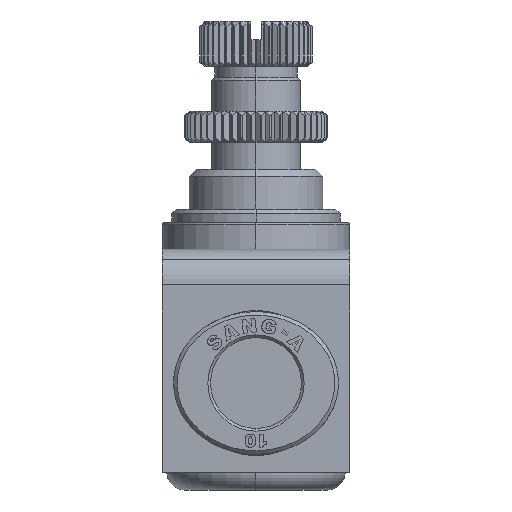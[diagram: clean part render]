
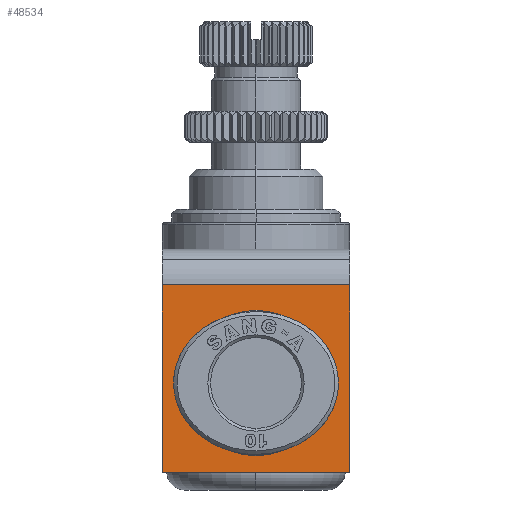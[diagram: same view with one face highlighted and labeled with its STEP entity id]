
A CAD part, left-side view. The second image highlights one B-rep face of the part: STEP entity #48534.
In plain terms, the highlighted planar face has unit normal (-1, 0, 0).
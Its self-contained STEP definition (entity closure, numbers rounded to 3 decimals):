
#654=CARTESIAN_POINT('',(-10.0,5.5,10.4));
#655=VERTEX_POINT('',#654);
#671=CARTESIAN_POINT('',(-10.0,5.5,-5.9));
#672=VERTEX_POINT('',#671);
#679=CARTESIAN_POINT('',(-10.,5.5,2.25));
#680=DIRECTION('',(1.0,0.0,0.0));
#681=DIRECTION('',(0.0,0.0,1.0));
#682=AXIS2_PLACEMENT_3D('',#679,#680,#681);
#683=CIRCLE('',#682,8.15);
#684=EDGE_CURVE('',#655,#672,#683,.T.);
#44719=CARTESIAN_POINT('',(-10.0,-5.0,-7.75));
#44720=VERTEX_POINT('',#44719);
#44727=CARTESIAN_POINT('',(-10.0,16.0,-7.75));
#44728=VERTEX_POINT('',#44727);
#44729=CARTESIAN_POINT('',(-10.0,16.0,-7.75));
#44730=DIRECTION('',(0.0,-1.0,0.0));
#44731=VECTOR('',#44730,21.0);
#44732=LINE('',#44729,#44731);
#44733=EDGE_CURVE('',#44728,#44720,#44732,.T.);
#47850=CARTESIAN_POINT('',(-10.,5.5,2.25));
#47851=DIRECTION('',(1.0,0.0,0.0));
#47852=DIRECTION('',(0.0,0.0,1.0));
#47853=AXIS2_PLACEMENT_3D('',#47850,#47851,#47852);
#47854=CIRCLE('',#47853,8.15);
#47855=EDGE_CURVE('',#672,#655,#47854,.T.);
#48442=CARTESIAN_POINT('',(-10.0,-5.0,13.25));
#48443=VERTEX_POINT('',#48442);
#48451=CARTESIAN_POINT('',(-10.0,-5.0,-7.75));
#48452=DIRECTION('',(0.0,0.0,1.0));
#48453=VECTOR('',#48452,21.0);
#48454=LINE('',#48451,#48453);
#48455=EDGE_CURVE('',#44720,#48443,#48454,.T.);
#48495=CARTESIAN_POINT('',(-10.0,16.0,13.25));
#48496=VERTEX_POINT('',#48495);
#48504=CARTESIAN_POINT('',(-10.0,16.0,13.25));
#48505=DIRECTION('',(0.0,-1.0,0.0));
#48506=VECTOR('',#48505,21.0);
#48507=LINE('',#48504,#48506);
#48508=EDGE_CURVE('',#48496,#48443,#48507,.T.);
#48514=CARTESIAN_POINT('',(-10.0,5.5,17.25));
#48515=DIRECTION('',(-1.0,0.0,0.0));
#48516=DIRECTION('',(0.0,0.0,1.0));
#48517=AXIS2_PLACEMENT_3D('',#48514,#48515,#48516);
#48518=PLANE('',#48517);
#48519=ORIENTED_EDGE('',*,*,#48508,.F.);
#48520=CARTESIAN_POINT('',(-10.0,16.0,13.25));
#48521=DIRECTION('',(0.0,0.0,-1.0));
#48522=VECTOR('',#48521,21.0);
#48523=LINE('',#48520,#48522);
#48524=EDGE_CURVE('',#48496,#44728,#48523,.T.);
#48525=ORIENTED_EDGE('',*,*,#48524,.T.);
#48526=ORIENTED_EDGE('',*,*,#44733,.T.);
#48527=ORIENTED_EDGE('',*,*,#48455,.T.);
#48528=EDGE_LOOP('',(#48519,#48525,#48526,#48527));
#48529=FACE_OUTER_BOUND('',#48528,.T.);
#48530=ORIENTED_EDGE('',*,*,#684,.T.);
#48531=ORIENTED_EDGE('',*,*,#47855,.T.);
#48532=EDGE_LOOP('',(#48530,#48531));
#48533=FACE_BOUND('',#48532,.T.);
#48534=ADVANCED_FACE('',(#48529,#48533),#48518,.T.);
